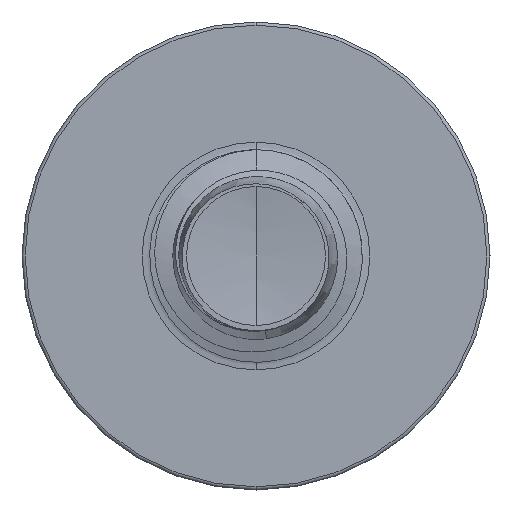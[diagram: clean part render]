
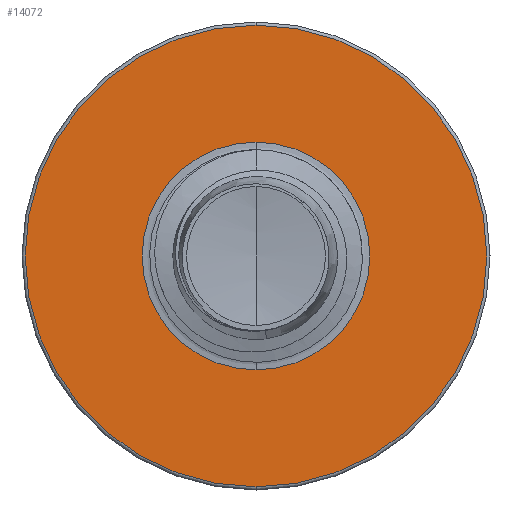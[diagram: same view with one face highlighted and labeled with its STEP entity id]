
A CAD part, front view. The second image highlights one B-rep face of the part: STEP entity #14072.
In plain terms, the highlighted planar face has unit normal (0, -1, 0).
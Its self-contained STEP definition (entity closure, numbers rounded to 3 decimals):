
#239 = DIRECTION ( 'NONE',  ( 0., 0., 1. ) ) ;
#465 = DIRECTION ( 'NONE',  ( 0., 0., 1. ) ) ;
#508 = CARTESIAN_POINT ( 'NONE',  ( 0., 4., 0. ) ) ;
#1244 = ORIENTED_EDGE ( 'NONE', *, *, #2331, .F. ) ;
#1613 = DIRECTION ( 'NONE',  ( 0., 0., 1. ) ) ;
#1648 = ORIENTED_EDGE ( 'NONE', *, *, #4044, .T. ) ;
#1841 = CIRCLE ( 'NONE', #1964, 5.425 ) ;
#1964 = AXIS2_PLACEMENT_3D ( 'NONE', #508, #8097, #1613 ) ;
#2331 = EDGE_CURVE ( 'NONE', #12448, #3181, #4411, .T. ) ;
#2335 = CIRCLE ( 'NONE', #5534, 2.677 ) ;
#2342 = CARTESIAN_POINT ( 'NONE',  ( 0., 4., -5.425 ) ) ;
#3181 = VERTEX_POINT ( 'NONE', #8002 ) ;
#3681 = ORIENTED_EDGE ( 'NONE', *, *, #5962, .T. ) ;
#3767 = VERTEX_POINT ( 'NONE', #8729 ) ;
#4044 = EDGE_CURVE ( 'NONE', #9958, #3767, #10168, .T. ) ;
#4125 = EDGE_CURVE ( 'NONE', #3181, #12448, #1841, .T. ) ;
#4384 = AXIS2_PLACEMENT_3D ( 'NONE', #8876, #6765, #239 ) ;
#4411 = CIRCLE ( 'NONE', #8853, 5.425 ) ;
#4584 = PLANE ( 'NONE',  #4384 ) ;
#4621 = EDGE_LOOP ( 'NONE', ( #1648, #3681 ) ) ;
#4917 = DIRECTION ( 'NONE',  ( 0., 1., 0. ) ) ;
#4988 = FACE_BOUND ( 'NONE', #4621, .T. ) ;
#5166 = DIRECTION ( 'NONE',  ( 0., 1., 0. ) ) ;
#5534 = AXIS2_PLACEMENT_3D ( 'NONE', #11384, #4917, #12490 ) ;
#5962 = EDGE_CURVE ( 'NONE', #3767, #9958, #2335, .T. ) ;
#6540 = ORIENTED_EDGE ( 'NONE', *, *, #4125, .F. ) ;
#6765 = DIRECTION ( 'NONE',  ( 0., 1., 0. ) ) ;
#6980 = DIRECTION ( 'NONE',  ( 0., 1., 0. ) ) ;
#8002 = CARTESIAN_POINT ( 'NONE',  ( 0., 4., 5.425 ) ) ;
#8097 = DIRECTION ( 'NONE',  ( 0., 1., 0. ) ) ;
#8729 = CARTESIAN_POINT ( 'NONE',  ( 0., 4., -2.677 ) ) ;
#8853 = AXIS2_PLACEMENT_3D ( 'NONE', #11643, #5166, #12737 ) ;
#8876 = CARTESIAN_POINT ( 'NONE',  ( 0., 4., -2.677 ) ) ;
#9958 = VERTEX_POINT ( 'NONE', #12633 ) ;
#10168 = CIRCLE ( 'NONE', #13848, 2.677 ) ;
#10738 = FACE_OUTER_BOUND ( 'NONE', #11219, .T. ) ;
#11219 = EDGE_LOOP ( 'NONE', ( #6540, #1244 ) ) ;
#11384 = CARTESIAN_POINT ( 'NONE',  ( 0., 4., 0. ) ) ;
#11643 = CARTESIAN_POINT ( 'NONE',  ( 0., 4., 0. ) ) ;
#12448 = VERTEX_POINT ( 'NONE', #2342 ) ;
#12490 = DIRECTION ( 'NONE',  ( 0., 0., 1. ) ) ;
#12633 = CARTESIAN_POINT ( 'NONE',  ( 0., 4., 2.677 ) ) ;
#12737 = DIRECTION ( 'NONE',  ( 0., 0., 1. ) ) ;
#13476 = CARTESIAN_POINT ( 'NONE',  ( 0., 4., 0. ) ) ;
#13848 = AXIS2_PLACEMENT_3D ( 'NONE', #13476, #6980, #465 ) ;
#14072 = ADVANCED_FACE ( 'NONE', ( #10738, #4988 ), #4584, .F. ) ;
